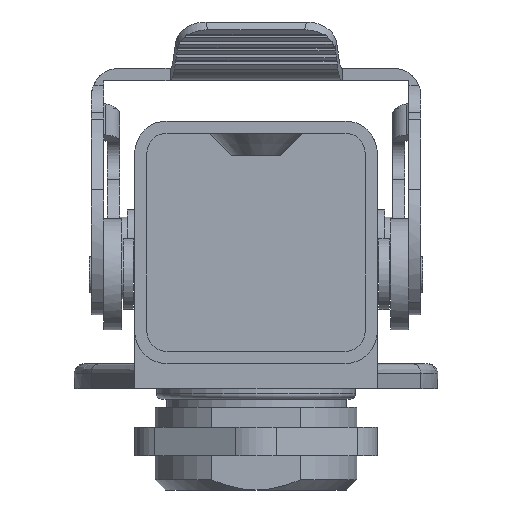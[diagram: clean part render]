
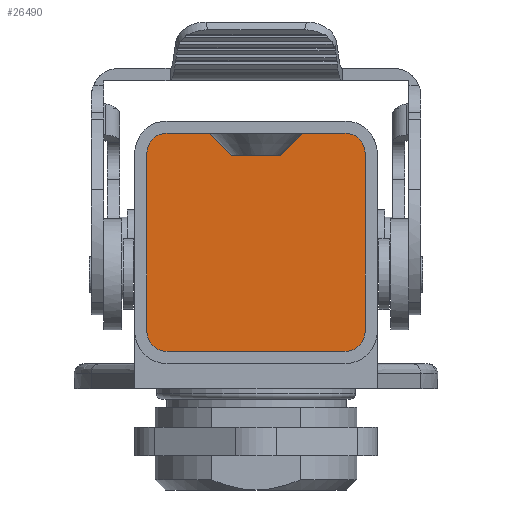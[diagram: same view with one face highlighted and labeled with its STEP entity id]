
A CAD part, front view. The second image highlights one B-rep face of the part: STEP entity #26490.
In plain terms, the highlighted face is planar.
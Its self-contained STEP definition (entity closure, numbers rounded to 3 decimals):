
#25420=CARTESIAN_POINT('',(61.523,35.855,-25.));
#25430=DIRECTION('',(0.,0.,-1.));
#25440=DIRECTION('',(1.,0.,0.));
#25450=AXIS2_PLACEMENT_3D('',#25420,#25430,#25440);
#25460=PLANE('',#25450);
#25470=CARTESIAN_POINT('',(0.,52.455,-25.));
#25480=DIRECTION('',(1.,0.,0.));
#25490=VECTOR('',#25480,1.);
#25500=LINE('',#25470,#25490);
#25510=CARTESIAN_POINT('',(41.923,52.455,-25.));
#25520=VERTEX_POINT('',#25510);
#25530=CARTESIAN_POINT('',(46.073,52.455,-25.));
#25540=VERTEX_POINT('',#25530);
#25550=EDGE_CURVE('',#25520,#25540,#25500,.T.);
#25560=ORIENTED_EDGE('',*,*,#25550,.F.);
#25570=CARTESIAN_POINT('',(0.,98.529,-25.));
#25580=DIRECTION('',(0.707,-0.707,0.));
#25590=VECTOR('',#25580,1.);
#25600=LINE('',#25570,#25590);
#25610=CARTESIAN_POINT('',(48.273,50.255,-25.));
#25620=VERTEX_POINT('',#25610);
#25630=EDGE_CURVE('',#25540,#25620,#25600,.T.);
#25640=ORIENTED_EDGE('',*,*,#25630,.F.);
#25650=CARTESIAN_POINT('',(0.,50.255,-25.));
#25660=DIRECTION('',(-1.,0.,0.));
#25670=VECTOR('',#25660,1.);
#25680=LINE('',#25650,#25670);
#25690=CARTESIAN_POINT('',(53.173,50.255,-25.));
#25700=VERTEX_POINT('',#25690);
#25710=EDGE_CURVE('',#25700,#25620,#25680,.T.);
#25720=ORIENTED_EDGE('',*,*,#25710,.T.);
#25730=CARTESIAN_POINT('',(2.918,0.,-25.));
#25740=DIRECTION('',(0.707,0.707,0.));
#25750=VECTOR('',#25740,1.);
#25760=LINE('',#25730,#25750);
#25770=CARTESIAN_POINT('',(55.373,52.455,-25.));
#25780=VERTEX_POINT('',#25770);
#25790=EDGE_CURVE('',#25700,#25780,#25760,.T.);
#25800=ORIENTED_EDGE('',*,*,#25790,.F.);
#25810=CARTESIAN_POINT('',(0.,52.455,-25.));
#25820=DIRECTION('',(1.,0.,0.));
#25830=VECTOR('',#25820,1.);
#25840=LINE('',#25810,#25830);
#25850=CARTESIAN_POINT('',(59.523,52.455,-25.));
#25860=VERTEX_POINT('',#25850);
#25870=EDGE_CURVE('',#25780,#25860,#25840,.T.);
#25880=ORIENTED_EDGE('',*,*,#25870,.F.);
#25890=CARTESIAN_POINT('',(59.523,50.455,-25.));
#25900=DIRECTION('',(0.,0.,-1.));
#25910=DIRECTION('',(-1.,0.,0.));
#25920=AXIS2_PLACEMENT_3D('',#25890,#25900,#25910);
#25930=CIRCLE('',#25920,2.);
#25940=CARTESIAN_POINT('',(61.523,50.455,-25.));
#25950=VERTEX_POINT('',#25940);
#25960=EDGE_CURVE('',#25860,#25950,#25930,.T.);
#25970=ORIENTED_EDGE('',*,*,#25960,.F.);
#25980=CARTESIAN_POINT('',(61.523,0.,-25.));
#25990=DIRECTION('',(0.,-1.,0.));
#26000=VECTOR('',#25990,1.);
#26010=LINE('',#25980,#26000);
#26020=CARTESIAN_POINT('',(61.523,32.855,-25.));
#26030=VERTEX_POINT('',#26020);
#26040=EDGE_CURVE('',#25950,#26030,#26010,.T.);
#26050=ORIENTED_EDGE('',*,*,#26040,.F.);
#26060=CARTESIAN_POINT('',(59.523,32.855,-25.));
#26070=DIRECTION('',(0.,0.,-1.));
#26080=DIRECTION('',(-1.,0.,0.));
#26090=AXIS2_PLACEMENT_3D('',#26060,#26070,#26080);
#26100=CIRCLE('',#26090,2.);
#26110=CARTESIAN_POINT('',(59.523,30.855,-25.));
#26120=VERTEX_POINT('',#26110);
#26130=EDGE_CURVE('',#26030,#26120,#26100,.T.);
#26140=ORIENTED_EDGE('',*,*,#26130,.F.);
#26150=CARTESIAN_POINT('',(0.,30.855,-25.));
#26160=DIRECTION('',(-1.,0.,0.));
#26170=VECTOR('',#26160,1.);
#26180=LINE('',#26150,#26170);
#26190=CARTESIAN_POINT('',(41.923,30.855,-25.));
#26200=VERTEX_POINT('',#26190);
#26210=EDGE_CURVE('',#26120,#26200,#26180,.T.);
#26220=ORIENTED_EDGE('',*,*,#26210,.F.);
#26230=CARTESIAN_POINT('',(41.923,32.855,-25.));
#26240=DIRECTION('',(0.,0.,-1.));
#26250=DIRECTION('',(1.,0.,0.));
#26260=AXIS2_PLACEMENT_3D('',#26230,#26240,#26250);
#26270=CIRCLE('',#26260,2.);
#26280=CARTESIAN_POINT('',(39.923,32.855,-25.));
#26290=VERTEX_POINT('',#26280);
#26300=EDGE_CURVE('',#26200,#26290,#26270,.T.);
#26310=ORIENTED_EDGE('',*,*,#26300,.F.);
#26320=CARTESIAN_POINT('',(39.923,0.,-25.));
#26330=DIRECTION('',(0.,-1.,0.));
#26340=VECTOR('',#26330,1.);
#26350=LINE('',#26320,#26340);
#26360=CARTESIAN_POINT('',(39.923,50.455,-25.));
#26370=VERTEX_POINT('',#26360);
#26380=EDGE_CURVE('',#26370,#26290,#26350,.T.);
#26390=ORIENTED_EDGE('',*,*,#26380,.T.);
#26400=CARTESIAN_POINT('',(41.923,50.455,-25.));
#26410=DIRECTION('',(0.,0.,-1.));
#26420=DIRECTION('',(1.,0.,0.));
#26430=AXIS2_PLACEMENT_3D('',#26400,#26410,#26420);
#26440=CIRCLE('',#26430,2.);
#26450=EDGE_CURVE('',#26370,#25520,#26440,.T.);
#26460=ORIENTED_EDGE('',*,*,#26450,.F.);
#26470=EDGE_LOOP('',(#26460,#26390,#26310,#26220,#26140,#26050,#25970,
#25880,#25800,#25720,#25640,#25560));
#26480=FACE_OUTER_BOUND('',#26470,.T.);
#26490=ADVANCED_FACE('',(#26480),#25460,.F.);
